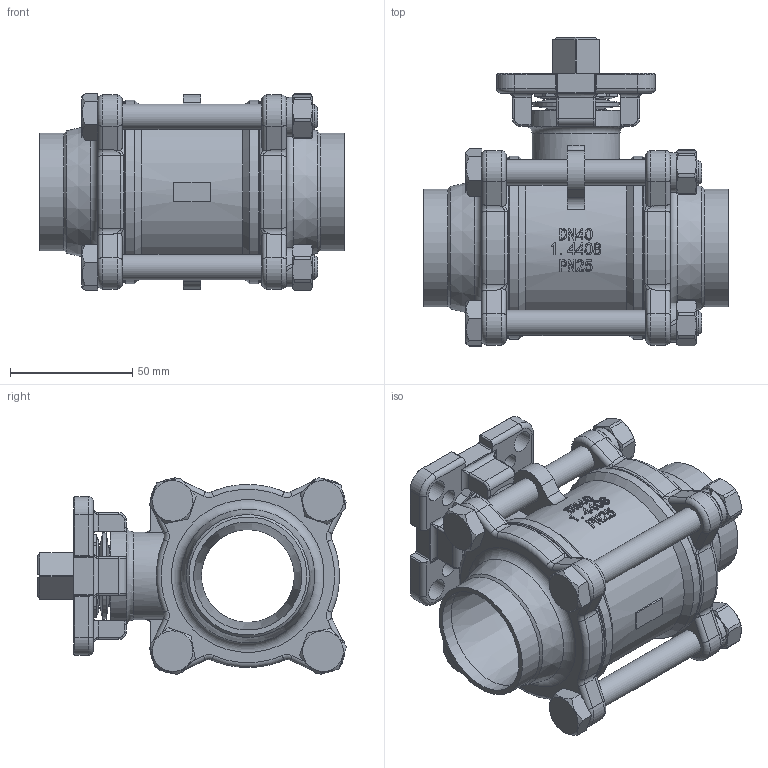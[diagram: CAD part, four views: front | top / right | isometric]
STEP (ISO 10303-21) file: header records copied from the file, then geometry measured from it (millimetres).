
FILE_DESCRIPTION (( 'STEP AP203' ), '1' );
FILE_NAME ('×°ÅäÌå1.5-900131460045104.STEP', '2026-02-03T06:13:45', ( '' ), ( '' ), 'SwSTEP 2.0', 'SolidWorks 2019', '' );
FILE_SCHEMA (( 'CONFIG_CONTROL_DESIGN' ));
Length unit declared in the file: millimetre
Products named in the file (1): 蚾饜极1.5-900131460045104
Bounding box: 124.8 x 126.49 x 80.79 mm (x, y, z)
Volume: 382058.1 mm3; surface area: 116684.5 mm2
Topology: 21 solids, 21 shells, 985 faces, 2453 edges, 1546 vertices
Faces by surface type: plane 422, cylinder 263, bspline 133, cone 95, torus 69, sphere 3
Full cylindrical faces by diameter (mm): 7 x4, 8.376 x4, 9 x4, 10 x4, 10.4 x4, 10.7 x2, 10.9 x4, 11 x8, 16 x1, 16.1 x4, 17.462 x1, 19 x2, 19.18 x2, 19.3 x1, 24.9 x1, 25 x2, 35.3 x2, 36 x1, 38 x1, 40 x1, 44.3 x2, 48.3 x2, 69.5 x1, 75 x2
Entity records: 56442 total; most frequent: CARTESIAN_POINT 34729, ORIENTED_EDGE 4578, DIRECTION 4084, EDGE_CURVE 2289, AXIS2_PLACEMENT_3D 1577, VERTEX_POINT 1513, EDGE_LOOP 1220, FACE_OUTER_BOUND 1056
